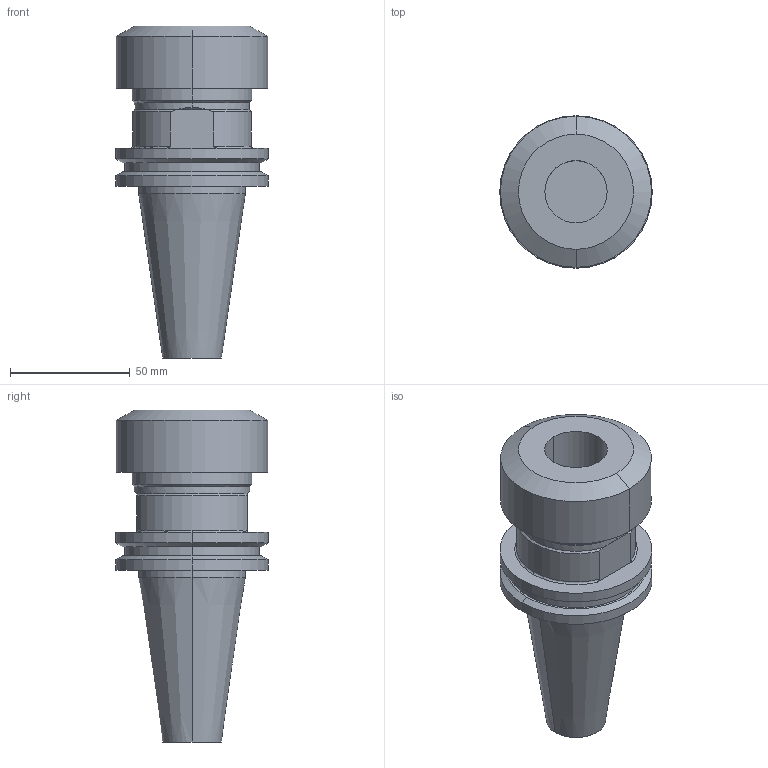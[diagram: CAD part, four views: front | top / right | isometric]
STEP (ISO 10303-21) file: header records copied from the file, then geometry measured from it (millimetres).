
FILE_DESCRIPTION (( 'STEP AP203' ), '1' );
FILE_NAME ('STP-SATE-42261-W.STEP', '2020-07-02T00:53:30', ( '' ), ( '' ), 'SwSTEP 2.0', 'SolidWorks 2017', '' );
FILE_SCHEMA (( 'CONFIG_CONTROL_DESIGN' ));
Length unit declared in the file: millimetre
Products named in the file (1): STP-SATE-42261-W
Bounding box: 63.55 x 63.55 x 138.4 mm (x, y, z)
Volume: 209745.8 mm3; surface area: 33831.2 mm2
Topology: 1 solids, 1 shells, 58 faces, 123 edges, 73 vertices
Faces by surface type: cylinder 24, cone 18, plane 13, torus 3
Entity records: 1665 total; most frequent: CARTESIAN_POINT 325, DIRECTION 290, ORIENTED_EDGE 242, AXIS2_PLACEMENT_3D 122, EDGE_CURVE 121, VERTEX_POINT 73, EDGE_LOOP 66, CIRCLE 63
